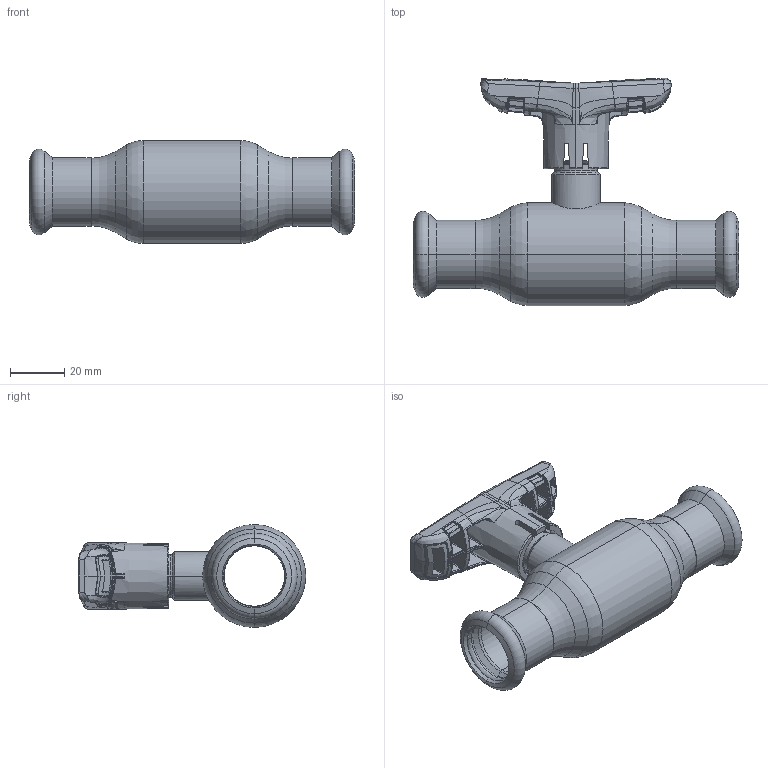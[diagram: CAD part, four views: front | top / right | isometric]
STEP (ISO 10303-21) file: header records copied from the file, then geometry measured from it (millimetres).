
FILE_DESCRIPTION (( 'STEP AP214' ), '1' );
FILE_NAME ('2020000100-0400.step', '2024-01-16T09:08:36', ( '' ), ( '' ), 'SwSTEP 2.0', 'SolidWorks 2021', '' );
FILE_SCHEMA (( 'AUTOMOTIVE_DESIGN' ));
Length unit declared in the file: millimetre
Products named in the file (1): 2020000100-0400
Bounding box: 120.1 x 83.99 x 38 mm (x, y, z)
Surface area: 27226.2 mm2 (no closed solid volume)
Topology: 0 solids, 8 shells, 690 faces, 2112 edges, 1335 vertices
Faces by surface type: bspline 556, plane 45, cone 29, cylinder 28, torus 25, sphere 7
Entity records: 54440 total; most frequent: CARTESIAN_POINT 33097, ORIENTED_EDGE 3605, EDGE_CURVE 2098, B_SPLINE_CURVE_WITH_KNOTS 1452, DIRECTION 1404, VERTEX_POINT 1335, EDGE_LOOP 696, UNCERTAINTY_MEASURE_WITH_UNIT 692
